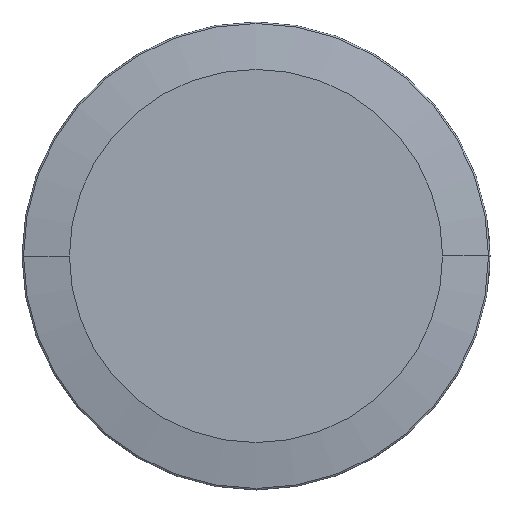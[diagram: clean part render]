
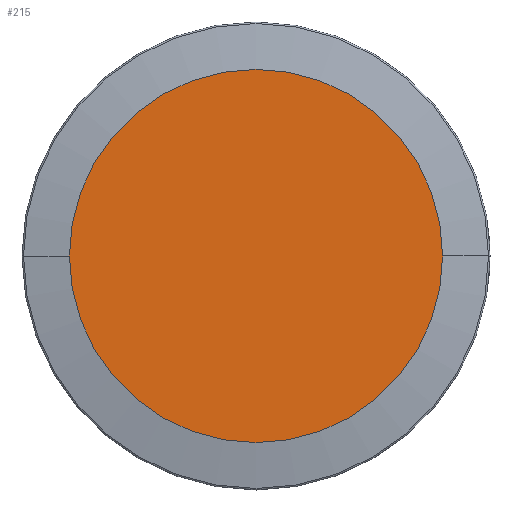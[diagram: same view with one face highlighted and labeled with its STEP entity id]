
A CAD part, front view. The second image highlights one B-rep face of the part: STEP entity #215.
In plain terms, the highlighted planar face has unit normal (0, -1, 0).
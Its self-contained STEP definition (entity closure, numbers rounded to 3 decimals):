
#4 = VERTEX_POINT ( 'NONE', #1153 ) ;
#25 = CIRCLE ( 'NONE', #924, 50.8 ) ;
#36 = DIRECTION ( 'NONE',  ( 0., 1., 0. ) ) ;
#156 = DIRECTION ( 'NONE',  ( -1., 0., 0. ) ) ;
#186 = DIRECTION ( 'NONE',  ( 1., 0., 0. ) ) ;
#215 = ADVANCED_FACE ( 'NONE', ( #545 ), #262, .T. ) ;
#262 = PLANE ( 'NONE',  #786 ) ;
#395 = VERTEX_POINT ( 'NONE', #1127 ) ;
#540 = CIRCLE ( 'NONE', #635, 50.8 ) ;
#545 = FACE_OUTER_BOUND ( 'NONE', #1013, .T. ) ;
#551 = EDGE_CURVE ( 'NONE', #395, #4, #540, .T. ) ;
#552 = EDGE_CURVE ( 'NONE', #4, #395, #25, .T. ) ;
#585 = CARTESIAN_POINT ( 'NONE',  ( 0., 27.395, 0. ) ) ;
#597 = DIRECTION ( 'NONE',  ( 0., 1., 0. ) ) ;
#635 = AXIS2_PLACEMENT_3D ( 'NONE', #976, #597, #156 ) ;
#703 = CARTESIAN_POINT ( 'NONE',  ( -50.8, 27.395, 0. ) ) ;
#715 = DIRECTION ( 'NONE',  ( 0., -1., 0. ) ) ;
#786 = AXIS2_PLACEMENT_3D ( 'NONE', #703, #715, #186 ) ;
#866 = ORIENTED_EDGE ( 'NONE', *, *, #551, .F. ) ;
#924 = AXIS2_PLACEMENT_3D ( 'NONE', #585, #36, #953 ) ;
#947 = ORIENTED_EDGE ( 'NONE', *, *, #552, .F. ) ;
#953 = DIRECTION ( 'NONE',  ( -1., 0., 0. ) ) ;
#976 = CARTESIAN_POINT ( 'NONE',  ( 0., 27.395, 0. ) ) ;
#1013 = EDGE_LOOP ( 'NONE', ( #866, #947 ) ) ;
#1127 = CARTESIAN_POINT ( 'NONE',  ( -50.8, 27.395, 0. ) ) ;
#1153 = CARTESIAN_POINT ( 'NONE',  ( 50.8, 27.395, 0. ) ) ;
